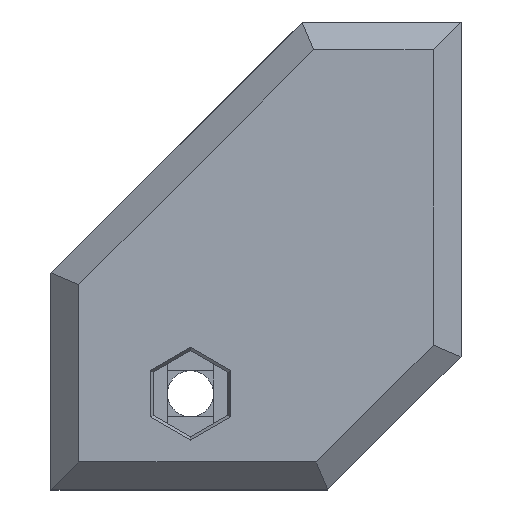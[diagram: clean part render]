
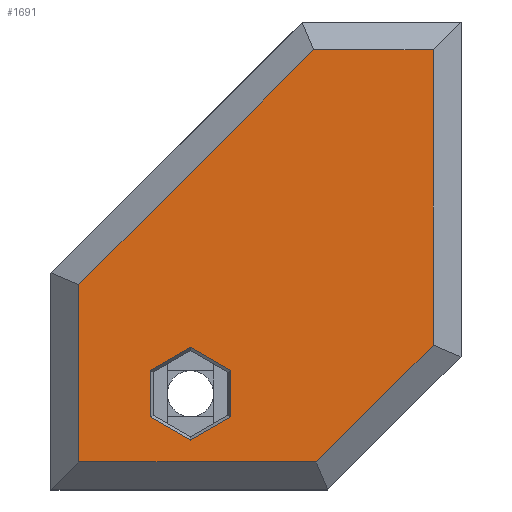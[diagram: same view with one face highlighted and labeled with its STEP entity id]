
A CAD part, top view. The second image highlights one B-rep face of the part: STEP entity #1691.
In plain terms, the highlighted planar face has unit normal (0, 0, 1).
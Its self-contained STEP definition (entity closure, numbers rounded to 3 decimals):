
#27=FACE_BOUND('',#181,.T.);
#81=FACE_OUTER_BOUND('',#180,.T.);
#180=EDGE_LOOP('',(#1260,#1261,#1262,#1263,#1264,#1265));
#181=EDGE_LOOP('',(#1266,#1267,#1268,#1269,#1270,#1271));
#340=LINE('',#2539,#564);
#344=LINE('',#2546,#568);
#347=LINE('',#2552,#571);
#350=LINE('',#2558,#574);
#353=LINE('',#2563,#577);
#355=LINE('',#2566,#579);
#358=LINE('',#2574,#582);
#359=LINE('',#2576,#583);
#360=LINE('',#2578,#584);
#361=LINE('',#2580,#585);
#362=LINE('',#2582,#586);
#363=LINE('',#2583,#587);
#564=VECTOR('',#2049,10.);
#568=VECTOR('',#2055,10.);
#571=VECTOR('',#2060,10.);
#574=VECTOR('',#2065,10.);
#577=VECTOR('',#2070,10.);
#579=VECTOR('',#2074,10.);
#582=VECTOR('',#2081,10.);
#583=VECTOR('',#2082,10.);
#584=VECTOR('',#2083,10.);
#585=VECTOR('',#2084,10.);
#586=VECTOR('',#2085,10.);
#587=VECTOR('',#2086,10.);
#767=VERTEX_POINT('',#2537);
#768=VERTEX_POINT('',#2538);
#770=VERTEX_POINT('',#2545);
#772=VERTEX_POINT('',#2551);
#774=VERTEX_POINT('',#2557);
#775=VERTEX_POINT('',#2562);
#777=VERTEX_POINT('',#2572);
#778=VERTEX_POINT('',#2573);
#779=VERTEX_POINT('',#2575);
#780=VERTEX_POINT('',#2577);
#781=VERTEX_POINT('',#2579);
#782=VERTEX_POINT('',#2581);
#945=EDGE_CURVE('',#767,#768,#340,.T.);
#949=EDGE_CURVE('',#768,#770,#344,.T.);
#952=EDGE_CURVE('',#770,#772,#347,.T.);
#955=EDGE_CURVE('',#772,#774,#350,.T.);
#958=EDGE_CURVE('',#774,#775,#353,.T.);
#960=EDGE_CURVE('',#775,#767,#355,.T.);
#963=EDGE_CURVE('',#777,#778,#358,.T.);
#964=EDGE_CURVE('',#779,#777,#359,.T.);
#965=EDGE_CURVE('',#780,#779,#360,.T.);
#966=EDGE_CURVE('',#781,#780,#361,.T.);
#967=EDGE_CURVE('',#782,#781,#362,.T.);
#968=EDGE_CURVE('',#778,#782,#363,.T.);
#1260=ORIENTED_EDGE('',*,*,#945,.F.);
#1261=ORIENTED_EDGE('',*,*,#960,.F.);
#1262=ORIENTED_EDGE('',*,*,#958,.F.);
#1263=ORIENTED_EDGE('',*,*,#955,.F.);
#1264=ORIENTED_EDGE('',*,*,#952,.F.);
#1265=ORIENTED_EDGE('',*,*,#949,.F.);
#1266=ORIENTED_EDGE('',*,*,#963,.F.);
#1267=ORIENTED_EDGE('',*,*,#964,.F.);
#1268=ORIENTED_EDGE('',*,*,#965,.F.);
#1269=ORIENTED_EDGE('',*,*,#966,.F.);
#1270=ORIENTED_EDGE('',*,*,#967,.F.);
#1271=ORIENTED_EDGE('',*,*,#968,.F.);
#1597=PLANE('',#1816);
#1691=ADVANCED_FACE('',(#81,#27),#1597,.T.);
#1816=AXIS2_PLACEMENT_3D('',#2571,#2079,#2080);
#2049=DIRECTION('',(0.,-1.,0.));
#2055=DIRECTION('',(-0.707,-0.707,0.));
#2060=DIRECTION('',(-1.,0.,0.));
#2065=DIRECTION('',(0.,1.,0.));
#2070=DIRECTION('',(0.707,0.707,0.));
#2074=DIRECTION('',(1.,0.,0.));
#2079=DIRECTION('center_axis',(0.,0.,1.));
#2080=DIRECTION('ref_axis',(1.,0.,0.));
#2081=DIRECTION('',(0.866,0.5,0.));
#2082=DIRECTION('',(0.866,-0.5,0.));
#2083=DIRECTION('',(0.,-1.,0.));
#2084=DIRECTION('',(-0.866,-0.5,0.));
#2085=DIRECTION('',(-0.866,0.5,0.));
#2086=DIRECTION('',(0.,1.,0.));
#2537=CARTESIAN_POINT('',(27.4,31.55,4.6));
#2538=CARTESIAN_POINT('',(27.4,10.378,4.6));
#2539=CARTESIAN_POINT('',(27.4,13.163,4.6));
#2545=CARTESIAN_POINT('',(19.022,2.,4.6));
#2546=CARTESIAN_POINT('',(21.342,4.32,4.6));
#2551=CARTESIAN_POINT('',(2.,2.,4.6));
#2552=CARTESIAN_POINT('',(7.35,2.,4.6));
#2557=CARTESIAN_POINT('',(2.,14.722,4.6));
#2558=CARTESIAN_POINT('',(2.,16.163,4.6));
#2562=CARTESIAN_POINT('',(18.828,31.55,4.6));
#2563=CARTESIAN_POINT('',(14.395,27.117,4.6));
#2566=CARTESIAN_POINT('',(22.05,31.55,4.6));
#2571=CARTESIAN_POINT('Origin',(14.7,16.775,4.6));
#2572=CARTESIAN_POINT('',(10.,3.569,4.6));
#2573=CARTESIAN_POINT('',(12.885,5.235,4.6));
#2574=CARTESIAN_POINT('',(16.014,7.041,4.6));
#2575=CARTESIAN_POINT('',(7.115,5.235,4.6));
#2576=CARTESIAN_POINT('',(8.853,4.231,4.6));
#2577=CARTESIAN_POINT('',(7.115,8.565,4.6));
#2578=CARTESIAN_POINT('',(7.115,11.063,4.6));
#2579=CARTESIAN_POINT('',(10.,10.231,4.6));
#2580=CARTESIAN_POINT('',(11.787,11.263,4.6));
#2581=CARTESIAN_POINT('',(12.885,8.565,4.6));
#2582=CARTESIAN_POINT('',(10.396,10.003,4.6));
#2583=CARTESIAN_POINT('',(12.885,12.613,4.6));
